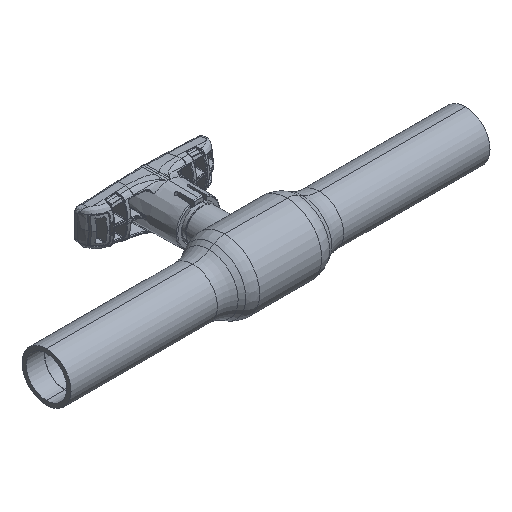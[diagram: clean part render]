
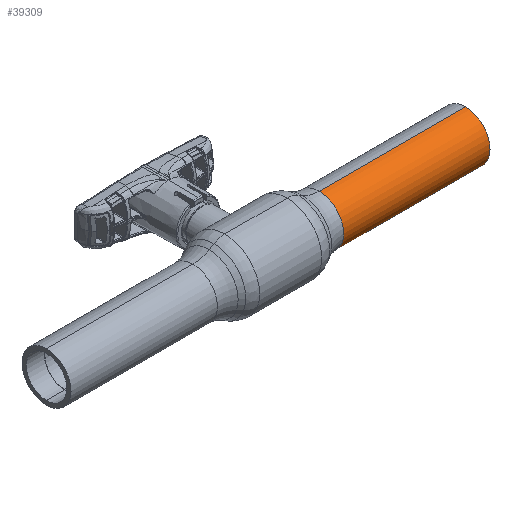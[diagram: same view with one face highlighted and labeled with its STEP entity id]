
A CAD part, isometric view. The second image highlights one B-rep face of the part: STEP entity #39309.
In plain terms, the highlighted cylindrical face has radius 13.45 mm (diameter 26.9 mm), a partial arc.
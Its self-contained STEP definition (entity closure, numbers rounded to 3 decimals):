
#1197 = EDGE_CURVE ( 'NONE', #32283, #4048, #16599, .T. ) ;
#1492 = DIRECTION ( 'NONE',  ( 0., 0., -1. ) ) ;
#3154 = EDGE_LOOP ( 'NONE', ( #47707, #36576, #8317, #13273 ) ) ;
#3688 = CARTESIAN_POINT ( 'NONE',  ( 115., 0., 13.45 ) ) ;
#4048 = VERTEX_POINT ( 'NONE', #36957 ) ;
#4909 = DIRECTION ( 'NONE',  ( -1., 0., 0. ) ) ;
#5796 = CIRCLE ( 'NONE', #47840, 13.45 ) ;
#8317 = ORIENTED_EDGE ( 'NONE', *, *, #31504, .T. ) ;
#10553 = CARTESIAN_POINT ( 'NONE',  ( 115., 0., -13.45 ) ) ;
#13273 = ORIENTED_EDGE ( 'NONE', *, *, #23708, .F. ) ;
#14633 = CARTESIAN_POINT ( 'NONE',  ( -62.69, 0., 0. ) ) ;
#14898 = DIRECTION ( 'NONE',  ( -1., 0., 0. ) ) ;
#16599 = LINE ( 'NONE', #25825, #32634 ) ;
#16839 = DIRECTION ( 'NONE',  ( -1., 0., 0. ) ) ;
#16902 = CARTESIAN_POINT ( 'NONE',  ( -62.69, 0., 13.45 ) ) ;
#17193 = AXIS2_PLACEMENT_3D ( 'NONE', #14633, #14898, #31727 ) ;
#17439 = DIRECTION ( 'NONE',  ( -1., 0., 0. ) ) ;
#19948 = DIRECTION ( 'NONE',  ( 0., 0., 1. ) ) ;
#23549 = CYLINDRICAL_SURFACE ( 'NONE', #17193, 13.45 ) ;
#23708 = EDGE_CURVE ( 'NONE', #4048, #31451, #44850, .T. ) ;
#25706 = VERTEX_POINT ( 'NONE', #3688 ) ;
#25825 = CARTESIAN_POINT ( 'NONE',  ( -62.69, 0., -13.45 ) ) ;
#26502 = DIRECTION ( 'NONE',  ( 1., 0., 0. ) ) ;
#31366 = AXIS2_PLACEMENT_3D ( 'NONE', #40995, #4909, #19948 ) ;
#31451 = VERTEX_POINT ( 'NONE', #34646 ) ;
#31504 = EDGE_CURVE ( 'NONE', #25706, #31451, #40365, .T. ) ;
#31727 = DIRECTION ( 'NONE',  ( 0., 0., 1. ) ) ;
#32283 = VERTEX_POINT ( 'NONE', #10553 ) ;
#32634 = VECTOR ( 'NONE', #16839, 1000. ) ;
#34646 = CARTESIAN_POINT ( 'NONE',  ( 34.686, 0., 13.45 ) ) ;
#36576 = ORIENTED_EDGE ( 'NONE', *, *, #43760, .F. ) ;
#36957 = CARTESIAN_POINT ( 'NONE',  ( 34.686, 0., -13.45 ) ) ;
#37602 = CARTESIAN_POINT ( 'NONE',  ( 115., 0., 0. ) ) ;
#39309 = ADVANCED_FACE ( 'NONE', ( #51825 ), #23549, .T. ) ;
#40365 = LINE ( 'NONE', #16902, #50039 ) ;
#40995 = CARTESIAN_POINT ( 'NONE',  ( 34.686, 0., 0. ) ) ;
#43760 = EDGE_CURVE ( 'NONE', #25706, #32283, #5796, .T. ) ;
#44850 = CIRCLE ( 'NONE', #31366, 13.45 ) ;
#47707 = ORIENTED_EDGE ( 'NONE', *, *, #1197, .F. ) ;
#47840 = AXIS2_PLACEMENT_3D ( 'NONE', #37602, #26502, #1492 ) ;
#50039 = VECTOR ( 'NONE', #17439, 1000. ) ;
#51825 = FACE_OUTER_BOUND ( 'NONE', #3154, .T. ) ;
